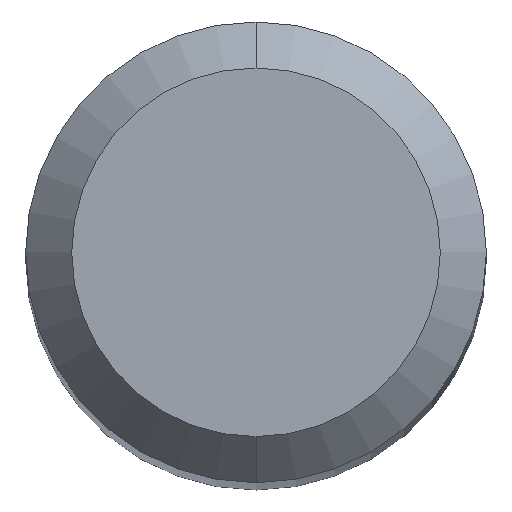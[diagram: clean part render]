
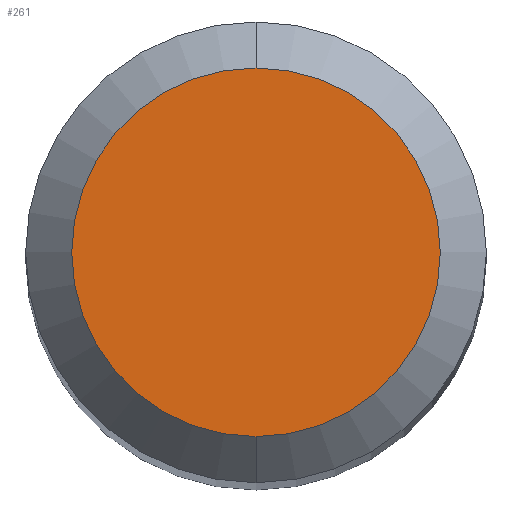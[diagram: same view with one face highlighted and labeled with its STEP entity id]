
A CAD part, top view. The second image highlights one B-rep face of the part: STEP entity #261.
In plain terms, the highlighted planar face has unit normal (0, 0, 1).
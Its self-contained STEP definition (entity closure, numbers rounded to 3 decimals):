
#261=ADVANCED_FACE('',(#581),#582,.T.);
#291=EDGE_CURVE('',#421,#345,#613,.T.);
#345=VERTEX_POINT('',#672);
#399=EDGE_CURVE('',#345,#421,#728,.T.);
#421=VERTEX_POINT('',#754);
#581=FACE_OUTER_BOUND('',#965,.T.);
#582=PLANE('',#966);
#613=CIRCLE('',#1012,1.2);
#672=CARTESIAN_POINT('',(0.0,1.2,0.0));
#728=CIRCLE('',#1253,1.2);
#754=CARTESIAN_POINT('',(0.,-1.2,0.0));
#965=EDGE_LOOP('',(#1572,#1573));
#966=AXIS2_PLACEMENT_3D('',#1574,#1575,#1576);
#1012=AXIS2_PLACEMENT_3D('',#1592,#1593,#1594);
#1253=AXIS2_PLACEMENT_3D('',#1705,#1706,#1707);
#1572=ORIENTED_EDGE('',*,*,#399,.F.);
#1573=ORIENTED_EDGE('',*,*,#291,.F.);
#1574=CARTESIAN_POINT('',(0.0,0.6,0.0));
#1575=DIRECTION('',(-0.0,0.0,1.0));
#1576=DIRECTION('',(0.0,-1.0,0.0));
#1592=CARTESIAN_POINT('',(0.0,0.0,0.0));
#1593=DIRECTION('',(0.0,0.0,-1.0));
#1594=DIRECTION('',(0.0,1.0,0.0));
#1705=CARTESIAN_POINT('',(0.0,0.0,0.0));
#1706=DIRECTION('',(0.0,0.0,-1.0));
#1707=DIRECTION('',(0.0,1.0,0.0));
